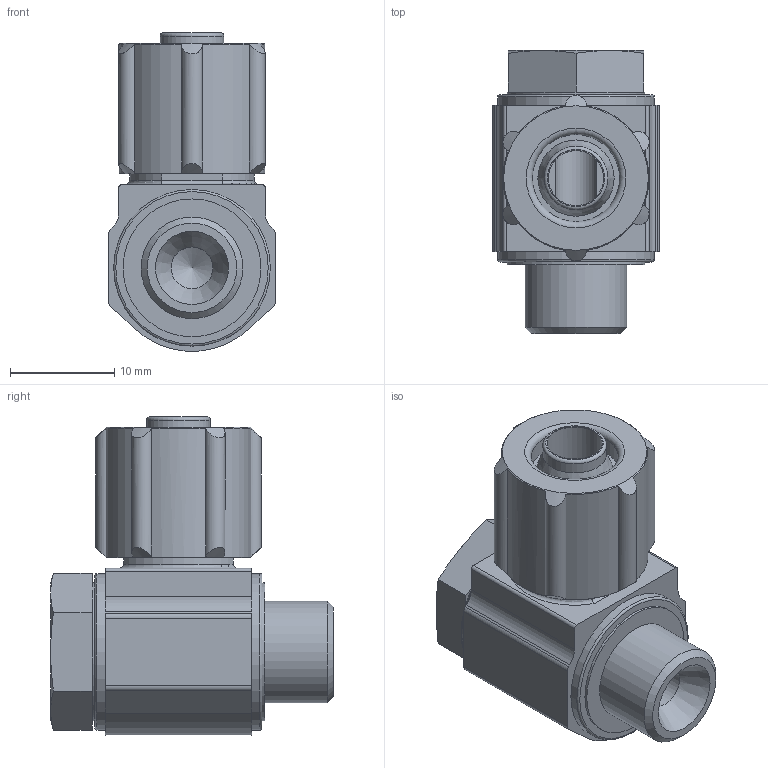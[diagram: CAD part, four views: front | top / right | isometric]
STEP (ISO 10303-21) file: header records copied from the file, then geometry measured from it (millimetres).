
FILE_DESCRIPTION(/* description */ ('STEP AP214'),/* implementation_level */ '2;1');
FILE_NAME(/* name */ '6260_LCK-1_8-PK-6-KU',/* time_stamp */ '2024-08-29T20:19:26+02:00',/* author */ ('License CC BY-ND 4.0'),/* organization */ ('CADENAS'),/* preprocessor_version */ 'ST-DEVELOPER v19.3',/* originating_system */ 'PARTsolutions',/* authorisation */ ' ');
FILE_SCHEMA (('AUTOMOTIVE_DESIGN {1 0 10303 214 3 1 1}'));
Length unit declared in the file: millimetre
Products named in the file (1): 6260 LCK-1/8-PK-6-KU
Bounding box: 16 x 27.1 x 30.47 mm (x, y, z)
Volume: 5987.3 mm3; surface area: 3152 mm2
Topology: 1 solids, 1 shells, 95 faces, 227 edges, 142 vertices
Faces by surface type: plane 42, cylinder 35, cone 12, torus 6
Full cylindrical faces by diameter (mm): 4 x1, 5.3 x1, 6.1 x1, 7.3 x1, 8.35 x1, 9.728 x1, 13.2 x2, 15 x2
Entity records: 2686 total; most frequent: CARTESIAN_POINT 589, DIRECTION 440, ORIENTED_EDGE 392, EDGE_CURVE 196, AXIS2_PLACEMENT_3D 178, VERTEX_POINT 133, FACE_BOUND 127, EDGE_LOOP 126
